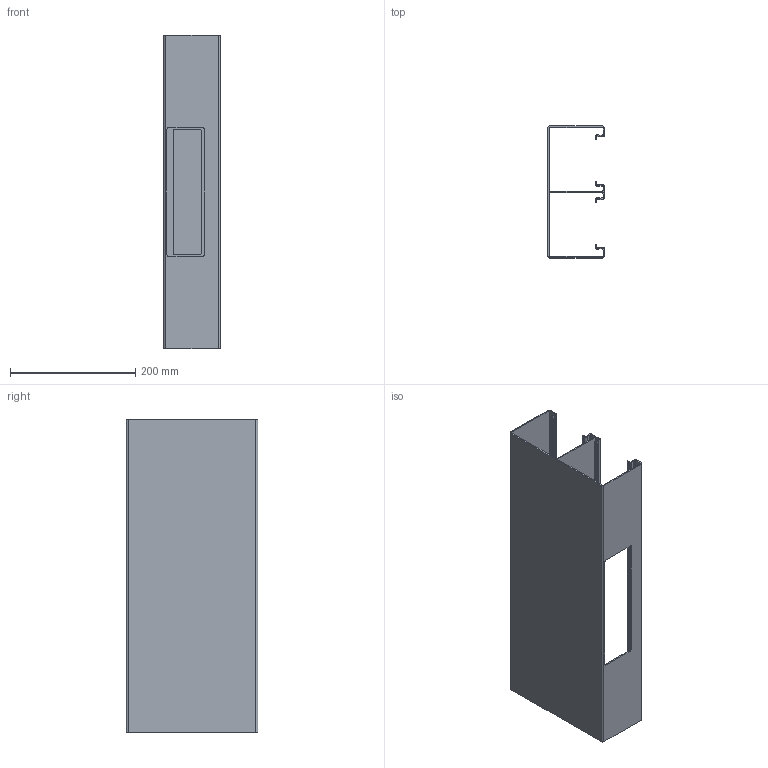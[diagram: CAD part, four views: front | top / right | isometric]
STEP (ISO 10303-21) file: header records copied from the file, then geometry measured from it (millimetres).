
FILE_DESCRIPTION (( 'STEP AP214' ), '1' );
FILE_NAME ('6279660.stp', '2016-06-21T08:14:22', ( '' ), ( '' ), 'SwSTEP 2.0', 'SolidWorks 2014', '' );
FILE_SCHEMA (( 'AUTOMOTIVE_DESIGN' ));
Length unit declared in the file: millimetre
Products named in the file (1): 6279660
Bounding box: 90 x 210 x 500 mm (x, y, z)
Volume: 549028.9 mm3; surface area: 547055.3 mm2
Topology: 1 solids, 1 shells, 114 faces, 336 edges, 224 vertices
Faces by surface type: plane 62, cylinder 52
Entity records: 3866 total; most frequent: CARTESIAN_POINT 675, ORIENTED_EDGE 672, DIRECTION 670, EDGE_CURVE 336, VECTOR 232, LINE 232, VERTEX_POINT 224, AXIS2_PLACEMENT_3D 219
